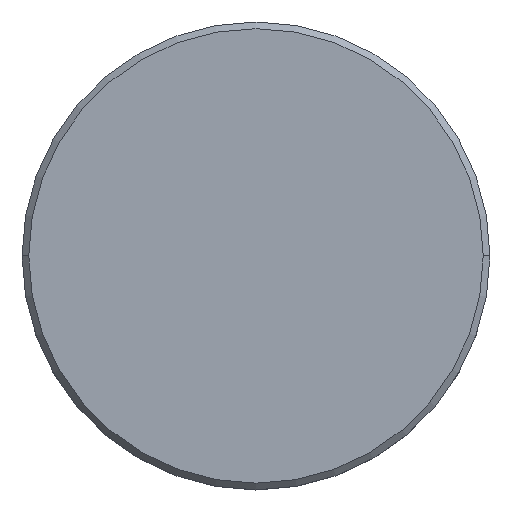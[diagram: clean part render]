
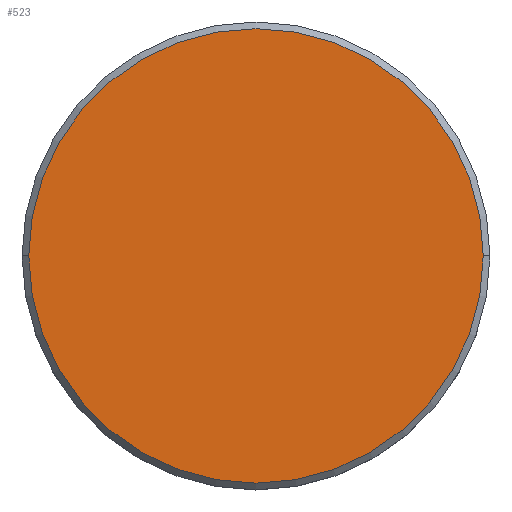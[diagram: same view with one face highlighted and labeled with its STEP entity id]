
A CAD part, top view. The second image highlights one B-rep face of the part: STEP entity #523.
In plain terms, the highlighted planar face has unit normal (0, 0, 1).
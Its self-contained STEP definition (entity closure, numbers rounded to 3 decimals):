
#89 = ORIENTED_EDGE ( 'NONE', *, *, #497, .T. ) ;
#109 = ORIENTED_EDGE ( 'NONE', *, *, #809, .T. ) ;
#191 = CARTESIAN_POINT ( 'NONE',  ( 17., 0., 0. ) ) ;
#194 = DIRECTION ( 'NONE',  ( 1., 0., 0. ) ) ;
#200 = DIRECTION ( 'NONE',  ( 1., 0., 0. ) ) ;
#264 = FACE_OUTER_BOUND ( 'NONE', #1131, .T. ) ;
#282 = DIRECTION ( 'NONE',  ( 0., 0., 1. ) ) ;
#360 = AXIS2_PLACEMENT_3D ( 'NONE', #1089, #807, #194 ) ;
#365 = DIRECTION ( 'NONE',  ( 1., 0., 0. ) ) ;
#497 = EDGE_CURVE ( 'NONE', #691, #839, #517, .T. ) ;
#517 = CIRCLE ( 'NONE', #703, 17. ) ;
#523 = ADVANCED_FACE ( 'NONE', ( #264 ), #641, .T. ) ;
#623 = CARTESIAN_POINT ( 'NONE',  ( 0., 0., 0. ) ) ;
#641 = PLANE ( 'NONE',  #360 ) ;
#679 = CARTESIAN_POINT ( 'NONE',  ( -17., 0., 0. ) ) ;
#691 = VERTEX_POINT ( 'NONE', #679 ) ;
#703 = AXIS2_PLACEMENT_3D ( 'NONE', #1099, #282, #200 ) ;
#717 = AXIS2_PLACEMENT_3D ( 'NONE', #623, #896, #365 ) ;
#807 = DIRECTION ( 'NONE',  ( 0., 0., 1. ) ) ;
#809 = EDGE_CURVE ( 'NONE', #839, #691, #950, .T. ) ;
#839 = VERTEX_POINT ( 'NONE', #191 ) ;
#896 = DIRECTION ( 'NONE',  ( 0., 0., 1. ) ) ;
#950 = CIRCLE ( 'NONE', #717, 17. ) ;
#1089 = CARTESIAN_POINT ( 'NONE',  ( 0., 0., 0. ) ) ;
#1099 = CARTESIAN_POINT ( 'NONE',  ( 0., 0., 0. ) ) ;
#1131 = EDGE_LOOP ( 'NONE', ( #89, #109 ) ) ;
